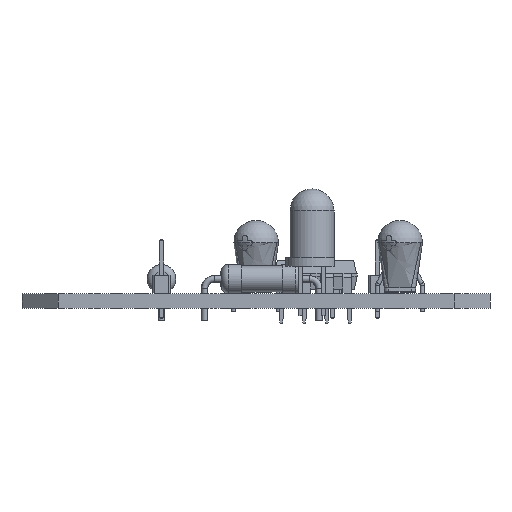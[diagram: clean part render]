
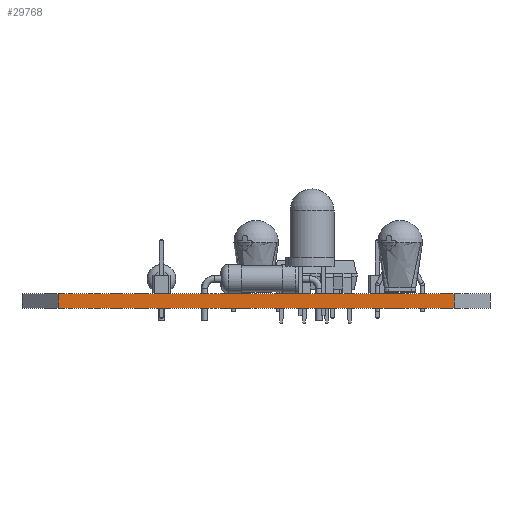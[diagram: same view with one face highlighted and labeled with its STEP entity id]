
A CAD part, front view. The second image highlights one B-rep face of the part: STEP entity #29768.
In plain terms, the highlighted planar face has unit normal (0, -1, 0).
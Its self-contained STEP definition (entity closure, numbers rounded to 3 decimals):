
#29652 = EDGE_CURVE('',#29653,#29655,#29657,.T.);
#29653 = VERTEX_POINT('',#29654);
#29654 = CARTESIAN_POINT('',(130.,-149.,0.));
#29655 = VERTEX_POINT('',#29656);
#29656 = CARTESIAN_POINT('',(130.,-149.,1.6));
#29657 = SURFACE_CURVE('',#29658,(#29662,#29674),.PCURVE_S1.);
#29658 = LINE('',#29659,#29660);
#29659 = CARTESIAN_POINT('',(130.,-149.,0.));
#29660 = VECTOR('',#29661,1.);
#29661 = DIRECTION('',(0.,0.,1.));
#29662 = PCURVE('',#29663,#29668);
#29663 = PLANE('',#29664);
#29664 = AXIS2_PLACEMENT_3D('',#29665,#29666,#29667);
#29665 = CARTESIAN_POINT('',(130.,-149.,0.));
#29666 = DIRECTION('',(-0.707,0.707,0.));
#29667 = DIRECTION('',(0.707,0.707,0.));
#29668 = DEFINITIONAL_REPRESENTATION('',(#29669),#29673);
#29669 = LINE('',#29670,#29671);
#29670 = CARTESIAN_POINT('',(0.,0.));
#29671 = VECTOR('',#29672,1.);
#29672 = DIRECTION('',(0.,-1.));
#29673 = ( GEOMETRIC_REPRESENTATION_CONTEXT(2) 
PARAMETRIC_REPRESENTATION_CONTEXT() REPRESENTATION_CONTEXT('2D SPACE',''
  ) );
#29674 = PCURVE('',#29675,#29680);
#29675 = PLANE('',#29676);
#29676 = AXIS2_PLACEMENT_3D('',#29677,#29678,#29679);
#29677 = CARTESIAN_POINT('',(86.,-149.,0.));
#29678 = DIRECTION('',(0.,1.,0.));
#29679 = DIRECTION('',(1.,0.,0.));
#29680 = DEFINITIONAL_REPRESENTATION('',(#29681),#29685);
#29681 = LINE('',#29682,#29683);
#29682 = CARTESIAN_POINT('',(44.,0.));
#29683 = VECTOR('',#29684,1.);
#29684 = DIRECTION('',(0.,-1.));
#29685 = ( GEOMETRIC_REPRESENTATION_CONTEXT(2) 
PARAMETRIC_REPRESENTATION_CONTEXT() REPRESENTATION_CONTEXT('2D SPACE',''
  ) );
#29703 = PLANE('',#29704);
#29704 = AXIS2_PLACEMENT_3D('',#29705,#29706,#29707);
#29705 = CARTESIAN_POINT('',(108.,-108.5,1.6));
#29706 = DIRECTION('',(0.,0.,1.));
#29707 = DIRECTION('',(1.,0.,0.));
#29757 = PLANE('',#29758);
#29758 = AXIS2_PLACEMENT_3D('',#29759,#29760,#29761);
#29759 = CARTESIAN_POINT('',(108.,-108.5,0.));
#29760 = DIRECTION('',(0.,0.,1.));
#29761 = DIRECTION('',(1.,0.,0.));
#29768 = ADVANCED_FACE('',(#29769),#29675,.F.);
#29769 = FACE_BOUND('',#29770,.F.);
#29770 = EDGE_LOOP('',(#29771,#29801,#29822,#29823));
#29771 = ORIENTED_EDGE('',*,*,#29772,.T.);
#29772 = EDGE_CURVE('',#29773,#29775,#29777,.T.);
#29773 = VERTEX_POINT('',#29774);
#29774 = CARTESIAN_POINT('',(86.,-149.,0.));
#29775 = VERTEX_POINT('',#29776);
#29776 = CARTESIAN_POINT('',(86.,-149.,1.6));
#29777 = SURFACE_CURVE('',#29778,(#29782,#29789),.PCURVE_S1.);
#29778 = LINE('',#29779,#29780);
#29779 = CARTESIAN_POINT('',(86.,-149.,0.));
#29780 = VECTOR('',#29781,1.);
#29781 = DIRECTION('',(0.,0.,1.));
#29782 = PCURVE('',#29675,#29783);
#29783 = DEFINITIONAL_REPRESENTATION('',(#29784),#29788);
#29784 = LINE('',#29785,#29786);
#29785 = CARTESIAN_POINT('',(0.,0.));
#29786 = VECTOR('',#29787,1.);
#29787 = DIRECTION('',(0.,-1.));
#29788 = ( GEOMETRIC_REPRESENTATION_CONTEXT(2) 
PARAMETRIC_REPRESENTATION_CONTEXT() REPRESENTATION_CONTEXT('2D SPACE',''
  ) );
#29789 = PCURVE('',#29790,#29795);
#29790 = PLANE('',#29791);
#29791 = AXIS2_PLACEMENT_3D('',#29792,#29793,#29794);
#29792 = CARTESIAN_POINT('',(82.,-145.,0.));
#29793 = DIRECTION('',(0.707,0.707,0.));
#29794 = DIRECTION('',(0.707,-0.707,0.));
#29795 = DEFINITIONAL_REPRESENTATION('',(#29796),#29800);
#29796 = LINE('',#29797,#29798);
#29797 = CARTESIAN_POINT('',(5.657,0.));
#29798 = VECTOR('',#29799,1.);
#29799 = DIRECTION('',(0.,-1.));
#29800 = ( GEOMETRIC_REPRESENTATION_CONTEXT(2) 
PARAMETRIC_REPRESENTATION_CONTEXT() REPRESENTATION_CONTEXT('2D SPACE',''
  ) );
#29801 = ORIENTED_EDGE('',*,*,#29802,.T.);
#29802 = EDGE_CURVE('',#29775,#29655,#29803,.T.);
#29803 = SURFACE_CURVE('',#29804,(#29808,#29815),.PCURVE_S1.);
#29804 = LINE('',#29805,#29806);
#29805 = CARTESIAN_POINT('',(86.,-149.,1.6));
#29806 = VECTOR('',#29807,1.);
#29807 = DIRECTION('',(1.,0.,0.));
#29808 = PCURVE('',#29675,#29809);
#29809 = DEFINITIONAL_REPRESENTATION('',(#29810),#29814);
#29810 = LINE('',#29811,#29812);
#29811 = CARTESIAN_POINT('',(0.,-1.6));
#29812 = VECTOR('',#29813,1.);
#29813 = DIRECTION('',(1.,0.));
#29814 = ( GEOMETRIC_REPRESENTATION_CONTEXT(2) 
PARAMETRIC_REPRESENTATION_CONTEXT() REPRESENTATION_CONTEXT('2D SPACE',''
  ) );
#29815 = PCURVE('',#29703,#29816);
#29816 = DEFINITIONAL_REPRESENTATION('',(#29817),#29821);
#29817 = LINE('',#29818,#29819);
#29818 = CARTESIAN_POINT('',(-22.,-40.5));
#29819 = VECTOR('',#29820,1.);
#29820 = DIRECTION('',(1.,0.));
#29821 = ( GEOMETRIC_REPRESENTATION_CONTEXT(2) 
PARAMETRIC_REPRESENTATION_CONTEXT() REPRESENTATION_CONTEXT('2D SPACE',''
  ) );
#29822 = ORIENTED_EDGE('',*,*,#29652,.F.);
#29823 = ORIENTED_EDGE('',*,*,#29824,.F.);
#29824 = EDGE_CURVE('',#29773,#29653,#29825,.T.);
#29825 = SURFACE_CURVE('',#29826,(#29830,#29837),.PCURVE_S1.);
#29826 = LINE('',#29827,#29828);
#29827 = CARTESIAN_POINT('',(86.,-149.,0.));
#29828 = VECTOR('',#29829,1.);
#29829 = DIRECTION('',(1.,0.,0.));
#29830 = PCURVE('',#29675,#29831);
#29831 = DEFINITIONAL_REPRESENTATION('',(#29832),#29836);
#29832 = LINE('',#29833,#29834);
#29833 = CARTESIAN_POINT('',(0.,0.));
#29834 = VECTOR('',#29835,1.);
#29835 = DIRECTION('',(1.,0.));
#29836 = ( GEOMETRIC_REPRESENTATION_CONTEXT(2) 
PARAMETRIC_REPRESENTATION_CONTEXT() REPRESENTATION_CONTEXT('2D SPACE',''
  ) );
#29837 = PCURVE('',#29757,#29838);
#29838 = DEFINITIONAL_REPRESENTATION('',(#29839),#29843);
#29839 = LINE('',#29840,#29841);
#29840 = CARTESIAN_POINT('',(-22.,-40.5));
#29841 = VECTOR('',#29842,1.);
#29842 = DIRECTION('',(1.,0.));
#29843 = ( GEOMETRIC_REPRESENTATION_CONTEXT(2) 
PARAMETRIC_REPRESENTATION_CONTEXT() REPRESENTATION_CONTEXT('2D SPACE',''
  ) );
